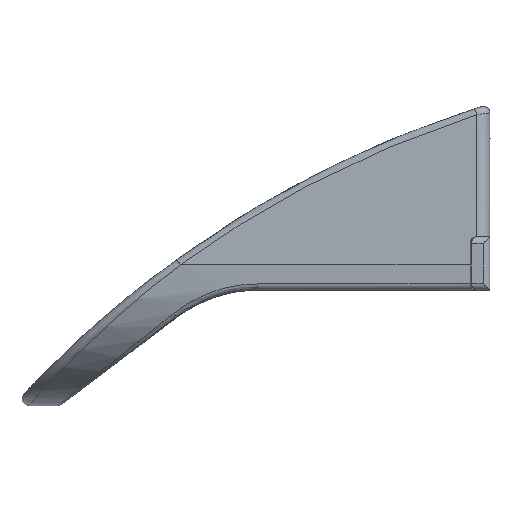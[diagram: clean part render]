
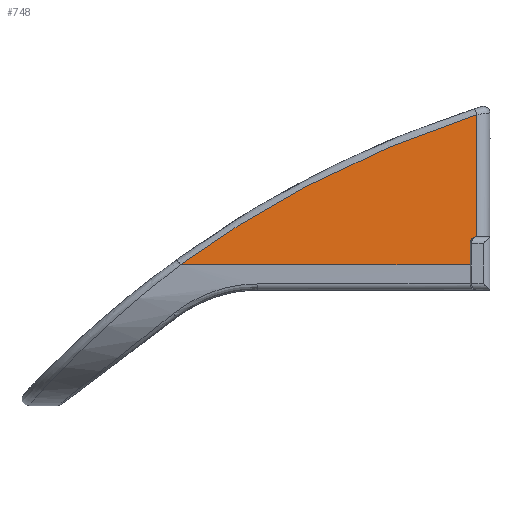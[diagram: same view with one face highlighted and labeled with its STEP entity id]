
A CAD part, left-side view. The second image highlights one B-rep face of the part: STEP entity #748.
In plain terms, the highlighted planar face has unit normal (-0.998, 0, 0.06).
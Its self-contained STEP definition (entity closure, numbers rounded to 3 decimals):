
#55 = EDGE_CURVE ( 'NONE', #1502, #2174, #2594, .T. ) ;
#70 = CARTESIAN_POINT ( 'NONE',  ( -9.982, 42., -12.096 ) ) ;
#74 = CARTESIAN_POINT ( 'NONE',  ( -9.982, 1.5, -12.096 ) ) ;
#226 = FACE_OUTER_BOUND ( 'NONE', #2037, .T. ) ;
#290 = CARTESIAN_POINT ( 'NONE',  ( -9.855, 0.44, -10. ) ) ;
#423 = CARTESIAN_POINT ( 'NONE',  ( -9.855, 1.003, -10. ) ) ;
#451 = CARTESIAN_POINT ( 'NONE',  ( -9.855, 1.265, -10. ) ) ;
#501 = DIRECTION ( 'NONE',  ( -0.06, 0., -0.998 ) ) ;
#518 = CARTESIAN_POINT ( 'NONE',  ( -9.982, 1.488, -12.096 ) ) ;
#551 = CARTESIAN_POINT ( 'NONE',  ( -9.982, 23.307, -12.096 ) ) ;
#647 = VERTEX_POINT ( 'NONE', #1013 ) ;
#659 = VERTEX_POINT ( 'NONE', #1652 ) ;
#743 = CARTESIAN_POINT ( 'NONE',  ( -9.299, 1., -0.806 ) ) ;
#748 = ADVANCED_FACE ( 'NONE', ( #226 ), #1496, .F. ) ;
#834 =( BOUNDED_CURVE ( )  B_SPLINE_CURVE ( 3, ( #1727, #2340, #451, #423 ),
 .UNSPECIFIED., .F., .F. ) 
 B_SPLINE_CURVE_WITH_KNOTS ( ( 4, 4 ),
 ( 6.103, 7.519 ),
 .UNSPECIFIED. ) 
 CURVE ( )  GEOMETRIC_REPRESENTATION_ITEM ( )  RATIONAL_B_SPLINE_CURVE ( ( 1., 0.84, 0.84, 1. ) ) 
 REPRESENTATION_ITEM ( '' )  );
#844 = EDGE_CURVE ( 'NONE', #2174, #647, #2300, .T. ) ;
#872 = EDGE_CURVE ( 'NONE', #1411, #2579, #2433, .T. ) ;
#922 = CARTESIAN_POINT ( 'NONE',  ( -9.855, 1., -10. ) ) ;
#925 = EDGE_CURVE ( 'NONE', #2579, #647, #2120, .T. ) ;
#958 = ORIENTED_EDGE ( 'NONE', *, *, #1503, .F. ) ;
#1013 = CARTESIAN_POINT ( 'NONE',  ( -9.982, 23.307, -12.096 ) ) ;
#1104 = DIRECTION ( 'NONE',  ( 0.998, 0., -0.06 ) ) ;
#1109 = CARTESIAN_POINT ( 'NONE',  ( -9.982, 1., -12.096 ) ) ;
#1208 = CARTESIAN_POINT ( 'NONE',  ( -9.915, 1.5, -10.995 ) ) ;
#1348 = LINE ( 'NONE', #74, #2541 ) ;
#1373 = CARTESIAN_POINT ( 'NONE',  ( -9.454, 9.001, -3.375 ) ) ;
#1384 = ORIENTED_EDGE ( 'NONE', *, *, #2141, .F. ) ;
#1411 = VERTEX_POINT ( 'NONE', #1550 ) ;
#1427 = VECTOR ( 'NONE', #1962, 1000. ) ;
#1439 = DIRECTION ( 'NONE',  ( 0., 1., 0. ) ) ;
#1496 = PLANE ( 'NONE',  #1695 ) ;
#1502 = VERTEX_POINT ( 'NONE', #922 ) ;
#1503 = EDGE_CURVE ( 'NONE', #2689, #1411, #1348, .T. ) ;
#1506 = ORIENTED_EDGE ( 'NONE', *, *, #925, .F. ) ;
#1550 = CARTESIAN_POINT ( 'NONE',  ( -9.915, 1.5, -10.995 ) ) ;
#1619 = CARTESIAN_POINT ( 'NONE',  ( -9.299, 1., -0.806 ) ) ;
#1640 = ORIENTED_EDGE ( 'NONE', *, *, #844, .T. ) ;
#1652 = CARTESIAN_POINT ( 'NONE',  ( -9.855, 1.003, -10. ) ) ;
#1695 = AXIS2_PLACEMENT_3D ( 'NONE', #70, #1104, #2137 ) ;
#1727 = CARTESIAN_POINT ( 'NONE',  ( -9.881, 1.5, -10.423 ) ) ;
#1739 = VECTOR ( 'NONE', #1439, 1000. ) ;
#1962 = DIRECTION ( 'NONE',  ( 0.06, 0., 0.998 ) ) ;
#2026 = DIRECTION ( 'NONE',  ( -0.06, -0.011, -0.998 ) ) ;
#2037 = EDGE_LOOP ( 'NONE', ( #2697, #1640, #1506, #2454, #958, #2307, #1384 ) ) ;
#2120 = LINE ( 'NONE', #2726, #1739 ) ;
#2137 = DIRECTION ( 'NONE',  ( -0.06, 0., -0.998 ) ) ;
#2141 = EDGE_CURVE ( 'NONE', #1502, #659, #2698, .T. ) ;
#2174 = VERTEX_POINT ( 'NONE', #743 ) ;
#2300 =( BOUNDED_CURVE ( )  B_SPLINE_CURVE ( 3, ( #1619, #1373, #2473, #551 ),
 .UNSPECIFIED., .F., .T. ) 
 B_SPLINE_CURVE_WITH_KNOTS ( ( 4, 4 ),
 ( 3.452, 3.768 ),
 .UNSPECIFIED. ) 
 CURVE ( )  GEOMETRIC_REPRESENTATION_ITEM ( )  RATIONAL_B_SPLINE_CURVE ( ( 1., 0.992, 0.992, 1. ) ) 
 REPRESENTATION_ITEM ( '' )  );
#2307 = ORIENTED_EDGE ( 'NONE', *, *, #2412, .T. ) ;
#2340 = CARTESIAN_POINT ( 'NONE',  ( -9.865, 1.462, -10.168 ) ) ;
#2412 = EDGE_CURVE ( 'NONE', #2689, #659, #834, .T. ) ;
#2433 = LINE ( 'NONE', #1208, #2725 ) ;
#2454 = ORIENTED_EDGE ( 'NONE', *, *, #872, .F. ) ;
#2468 = CARTESIAN_POINT ( 'NONE',  ( -9.881, 1.5, -10.423 ) ) ;
#2473 = CARTESIAN_POINT ( 'NONE',  ( -9.684, 16.499, -7.17 ) ) ;
#2541 = VECTOR ( 'NONE', #501, 1000. ) ;
#2579 = VERTEX_POINT ( 'NONE', #518 ) ;
#2594 = LINE ( 'NONE', #1109, #1427 ) ;
#2657 = DIRECTION ( 'NONE',  ( 0., 1., 0. ) ) ;
#2686 = VECTOR ( 'NONE', #2657, 1000. ) ;
#2689 = VERTEX_POINT ( 'NONE', #2468 ) ;
#2697 = ORIENTED_EDGE ( 'NONE', *, *, #55, .T. ) ;
#2698 = LINE ( 'NONE', #290, #2686 ) ;
#2725 = VECTOR ( 'NONE', #2026, 1000. ) ;
#2726 = CARTESIAN_POINT ( 'NONE',  ( -9.982, 42., -12.096 ) ) ;
